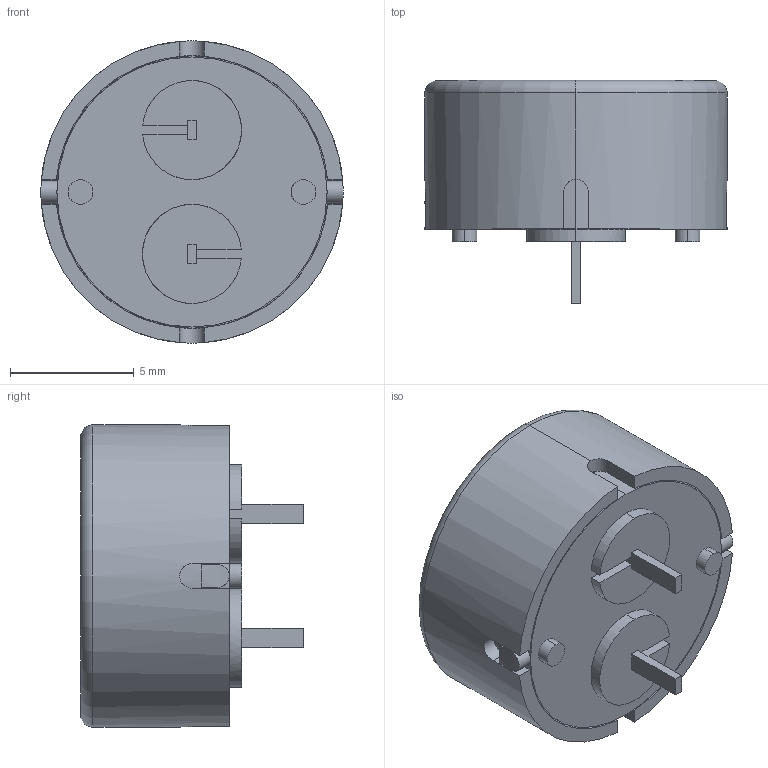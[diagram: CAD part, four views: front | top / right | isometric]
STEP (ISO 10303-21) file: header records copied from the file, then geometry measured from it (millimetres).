
FILE_DESCRIPTION(('CATIA V5 STEP Exchange'),'2;1');
FILE_NAME('PS1240P02BT.STEP.stp','2023-08-09T09:49:45+00:00',('none'),('none'),'CATIA Version 5 Release 21 GA (IN-10)','CATIA V5 STEP AP214','none');
FILE_SCHEMA(('AUTOMOTIVE_DESIGN { 1 0 10303 214 1 1 1 1 }'));
Length unit declared in the file: millimetre
Products named in the file (1): PS1240P02BT
Bounding box: 12.2 x 9 x 12.2 mm (x, y, z)
Volume: 692.5 mm3; surface area: 862.2 mm2
Topology: 4 solids, 4 shells, 76 faces, 194 edges, 125 vertices
Faces by surface type: plane 43, cylinder 31, torus 2
Entity records: 2920 total; most frequent: CARTESIAN_POINT 739, ORIENTED_EDGE 368, DIRECTION 293, EDGE_CURVE 184, VERTEX_POINT 120, AXIS2_PLACEMENT_3D 114, VECTOR 108, LINE 108
